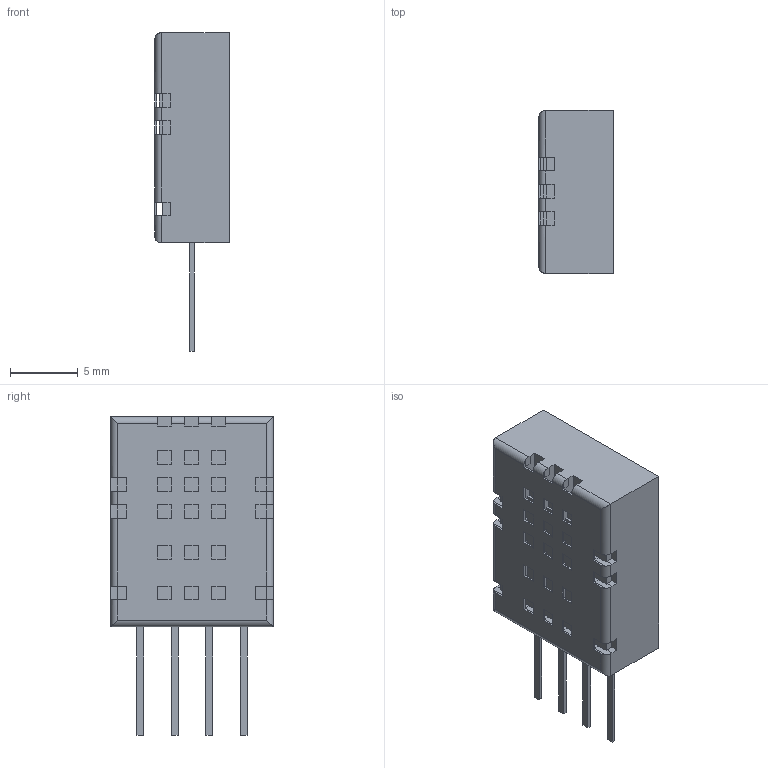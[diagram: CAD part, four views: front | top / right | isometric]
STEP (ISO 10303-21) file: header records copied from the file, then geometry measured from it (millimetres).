
FILE_DESCRIPTION(('FreeCAD Model'),'2;1');
FILE_NAME('Aosong_DHT11_5.5x12.0_P2.54mm.step','2019-01-24T21:17:27',('kicad StepUp'),('ksu MCAD'), 'Open CASCADE STEP processor 7.1','FreeCAD','Unknown');
FILE_SCHEMA(('AUTOMOTIVE_DESIGN { 1 0 10303 214 1 1 1 1 }'));
Length unit declared in the file: millimetre
Products named in the file (1): Aosong_DHT11_5.5x12.0_P2.54mm
Bounding box: 5.5 x 12 x 23.5 mm (x, y, z)
Volume: 995.6 mm3; surface area: 859.4 mm2
Topology: 1 solids, 1 shells, 289 faces, 760 edges, 440 vertices
Faces by surface type: plane 276, cylinder 13
Entity records: 10640 total; most frequent: ORIENTED_EDGE 1520, CARTESIAN_POINT 1490, DIRECTION 1380, EDGE_CURVE 760, LINE 720, VECTOR 720, VERTEX_POINT 440, AXIS2_PLACEMENT_3D 330
